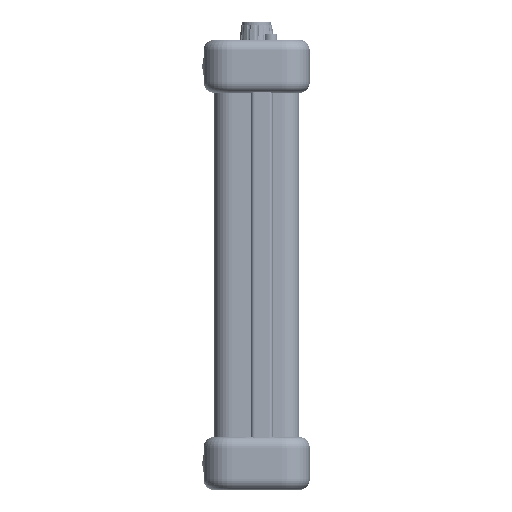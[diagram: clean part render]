
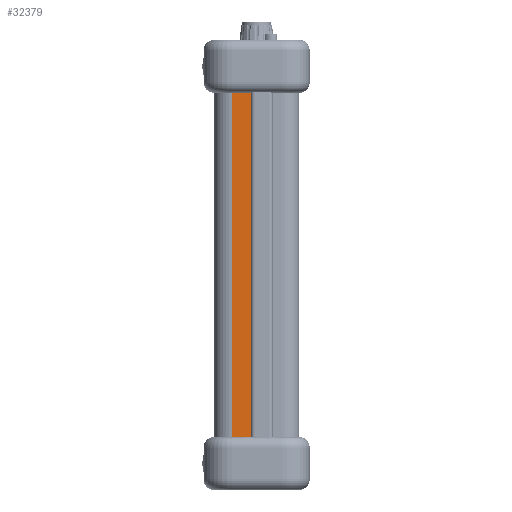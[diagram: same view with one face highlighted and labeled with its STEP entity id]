
A CAD part, left-side view. The second image highlights one B-rep face of the part: STEP entity #32379.
In plain terms, the highlighted planar face has unit normal (-1, 0, 0).
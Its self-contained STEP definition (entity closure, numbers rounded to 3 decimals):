
#23052 = DIRECTION ( 'NONE',  ( 0., -1., 0. ) ) ;
#23055 = VECTOR ( 'NONE', #23052, 1000. ) ;
#23059 = CARTESIAN_POINT ( 'NONE',  ( 0., 50.8, 0. ) ) ;
#23064 = LINE ( 'NONE', #23059, #23055 ) ;
#23175 = CARTESIAN_POINT ( 'NONE',  ( 0., 25.4, 0. ) ) ;
#24070 = LINE ( 'NONE', #24298, #24295 ) ;
#24292 = DIRECTION ( 'NONE',  ( 0., 0., -1. ) ) ;
#24295 = VECTOR ( 'NONE', #24292, 1000. ) ;
#24298 = CARTESIAN_POINT ( 'NONE',  ( 0., 40.386, 0. ) ) ;
#24607 = DIRECTION ( 'NONE',  ( 0., 0., 1. ) ) ;
#24608 = VECTOR ( 'NONE', #24607, 1000. ) ;
#24612 = CARTESIAN_POINT ( 'NONE',  ( 0., 25.4, 0. ) ) ;
#24614 = LINE ( 'NONE', #24612, #24608 ) ;
#27039 = VERTEX_POINT ( 'NONE', #283318 ) ;
#27828 = VERTEX_POINT ( 'NONE', #286925 ) ;
#27854 = EDGE_CURVE ( 'NONE', #27039, #27828, #287150, .T. ) ;
#31111 = EDGE_CURVE ( 'NONE', #32511, #31127, #23064, .T. ) ;
#31127 = VERTEX_POINT ( 'NONE', #23175 ) ;
#31313 = ORIENTED_EDGE ( 'NONE', *, *, #31336, .T. ) ;
#31336 = EDGE_CURVE ( 'NONE', #32511, #27039, #24070, .T. ) ;
#31352 = ORIENTED_EDGE ( 'NONE', *, *, #27854, .T. ) ;
#31364 = ORIENTED_EDGE ( 'NONE', *, *, #31377, .T. ) ;
#31377 = EDGE_CURVE ( 'NONE', #27828, #31127, #24614, .T. ) ;
#32065 = EDGE_LOOP ( 'NONE', ( #32084, #31313, #31352, #31364 ) ) ;
#32084 = ORIENTED_EDGE ( 'NONE', *, *, #31111, .F. ) ;
#32379 = ADVANCED_FACE ( 'NONE', ( #241198 ), #241238, .F. ) ;
#32511 = VERTEX_POINT ( 'NONE', #241413 ) ;
#241198 = FACE_OUTER_BOUND ( 'NONE', #32065, .T. ) ;
#241232 = DIRECTION ( 'NONE',  ( 0., 0., -1. ) ) ;
#241233 = DIRECTION ( 'NONE',  ( 1., 0., 0. ) ) ;
#241234 = CARTESIAN_POINT ( 'NONE',  ( 0., 50.8, 0. ) ) ;
#241235 = AXIS2_PLACEMENT_3D ( 'NONE', #241234, #241233, #241232 ) ;
#241238 = PLANE ( 'NONE',  #241235 ) ;
#241413 = CARTESIAN_POINT ( 'NONE',  ( 0., 40.386, 0. ) ) ;
#283318 = CARTESIAN_POINT ( 'NONE',  ( 0., 40.386, -254. ) ) ;
#286925 = CARTESIAN_POINT ( 'NONE',  ( 0., 25.4, -254. ) ) ;
#287139 = DIRECTION ( 'NONE',  ( 0., -1., 0. ) ) ;
#287141 = VECTOR ( 'NONE', #287139, 1000. ) ;
#287145 = CARTESIAN_POINT ( 'NONE',  ( 0., 50.8, -254. ) ) ;
#287150 = LINE ( 'NONE', #287145, #287141 ) ;
